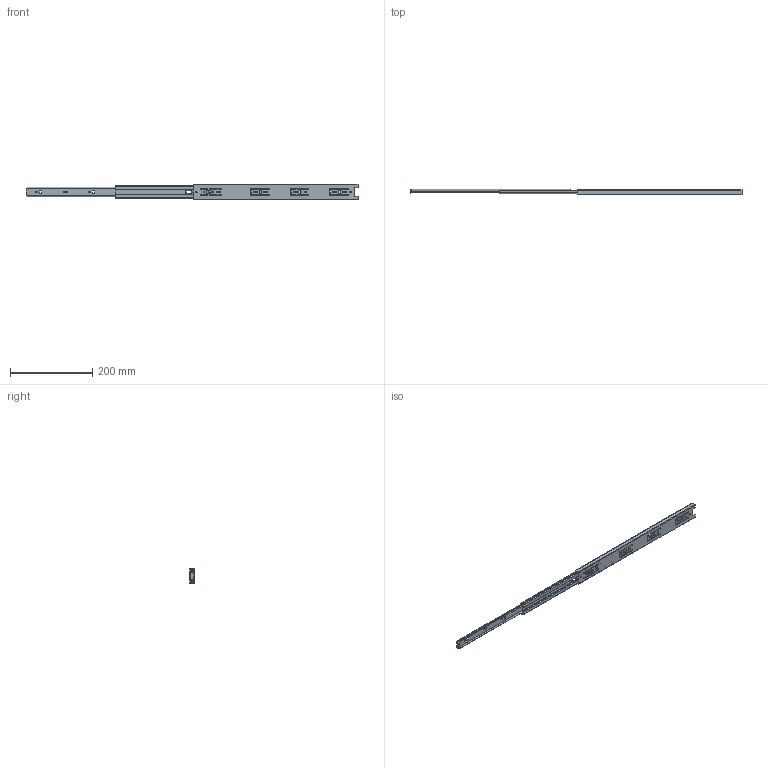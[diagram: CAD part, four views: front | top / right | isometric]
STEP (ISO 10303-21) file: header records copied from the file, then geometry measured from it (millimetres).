
FILE_DESCRIPTION (( 'STEP AP203' ), '1' );
FILE_NAME ('ESR-3813-16_0.step', '2019-09-02T01:56:22', ( '' ), ( '' ), 'SwSTEP 2.0', 'SolidWorks 2017', '' );
FILE_SCHEMA (( 'CONFIG_CONTROL_DESIGN' ));
Length unit declared in the file: millimetre
Products named in the file (1): ESR-3813-16_0
Bounding box: 806 x 12.2 x 37 mm (x, y, z)
Surface area: 122034.4 mm2 (no closed solid volume)
Topology: 0 solids, 6 shells, 267 faces, 831 edges, 566 vertices
Faces by surface type: cylinder 135, plane 132
Entity records: 9513 total; most frequent: DIRECTION 1669, CARTESIAN_POINT 1665, ORIENTED_EDGE 1586, EDGE_CURVE 831, AXIS2_PLACEMENT_3D 570, VERTEX_POINT 566, VECTOR 529, LINE 529
